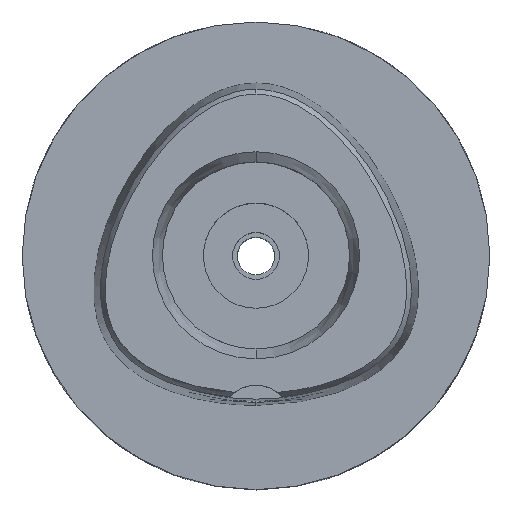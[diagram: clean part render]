
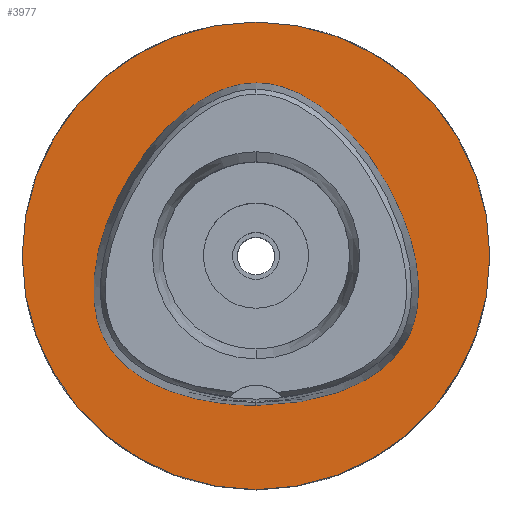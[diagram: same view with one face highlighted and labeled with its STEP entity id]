
A CAD part, top view. The second image highlights one B-rep face of the part: STEP entity #3977.
In plain terms, the highlighted planar face has unit normal (0, 0, 1).
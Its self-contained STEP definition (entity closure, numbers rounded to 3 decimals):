
#49 = CARTESIAN_POINT ( 'NONE',  ( -26.349, -13.395, 0. ) ) ;
#179 = CARTESIAN_POINT ( 'NONE',  ( 0., 0., 0. ) ) ;
#265 = AXIS2_PLACEMENT_3D ( 'NONE', #2224, #3396, #901 ) ;
#288 = AXIS2_PLACEMENT_3D ( 'NONE', #179, #3020, #2603 ) ;
#323 = CARTESIAN_POINT ( 'NONE',  ( 27.684, -8.752, 0. ) ) ;
#376 = CARTESIAN_POINT ( 'NONE',  ( 25.638, -14.802, 0. ) ) ;
#377 = AXIS2_PLACEMENT_3D ( 'NONE', #1760, #474, #1663 ) ;
#396 = CARTESIAN_POINT ( 'NONE',  ( 3.149, 29.34, 0. ) ) ;
#474 = DIRECTION ( 'NONE',  ( 0., 0., -1. ) ) ;
#651 = EDGE_CURVE ( 'NONE', #4049, #3646, #3774, .T. ) ;
#744 = CARTESIAN_POINT ( 'NONE',  ( 24.775, -16.122, 0. ) ) ;
#800 = CARTESIAN_POINT ( 'NONE',  ( -22.339, 12.897, 0. ) ) ;
#819 = CARTESIAN_POINT ( 'NONE',  ( 0., 29.575, 0. ) ) ;
#822 = CARTESIAN_POINT ( 'NONE',  ( 0., 29.575, 0. ) ) ;
#901 = DIRECTION ( 'NONE',  ( 0., -1., 0. ) ) ;
#1166 = CARTESIAN_POINT ( 'NONE',  ( -11.74, -24.136, 0. ) ) ;
#1188 = CARTESIAN_POINT ( 'NONE',  ( 6.262, 28.351, 0. ) ) ;
#1217 = CARTESIAN_POINT ( 'NONE',  ( -1.05, 29.575, 0. ) ) ;
#1238 = CARTESIAN_POINT ( 'NONE',  ( -27.684, -8.752, 0. ) ) ;
#1261 = CARTESIAN_POINT ( 'NONE',  ( -15.298, -22.965, 0. ) ) ;
#1389 = CARTESIAN_POINT ( 'NONE',  ( 0., -25.575, 0. ) ) ;
#1426 = B_SPLINE_CURVE_WITH_KNOTS ( 'NONE', 3,
 ( #822, #1217, #4024, #2857, #4828, #4368, #5127, #800, #2354, #2001, #1660, #1586, #1238, #4784, #49, #3253, #4806, #2055, #2379, #3591, #1261, #1166, #1954, #4438, #3182 ),
 .UNSPECIFIED., .F., .F.,
 ( 4, 1, 1, 1, 1, 1, 1, 1, 1, 1, 1, 1, 1, 1, 1, 1, 1, 1, 1, 1, 1, 1, 4 ),
 ( 0., 0.042, 0.083, 0.125, 0.167, 0.25, 0.333, 0.417, 0.458, 0.5, 0.542, 0.583, 0.625, 0.646, 0.667, 0.688, 0.708, 0.75, 0.792, 0.833, 0.875, 0.917, 1. ),
 .UNSPECIFIED. ) ;
#1472 = EDGE_CURVE ( 'NONE', #3037, #1984, #1426, .T. ) ;
#1563 = CARTESIAN_POINT ( 'NONE',  ( 22.339, 12.897, 0. ) ) ;
#1584 = CARTESIAN_POINT ( 'NONE',  ( 27.537, -1.766, 0. ) ) ;
#1586 = CARTESIAN_POINT ( 'NONE',  ( -27.855, -5.338, 0. ) ) ;
#1637 = ORIENTED_EDGE ( 'NONE', *, *, #1472, .F. ) ;
#1660 = CARTESIAN_POINT ( 'NONE',  ( -27.537, -1.766, 0. ) ) ;
#1663 = DIRECTION ( 'NONE',  ( 0., -1., 0. ) ) ;
#1760 = CARTESIAN_POINT ( 'NONE',  ( 0., 0., 0. ) ) ;
#1923 = CARTESIAN_POINT ( 'NONE',  ( 6.692, -25.245, 0. ) ) ;
#1954 = CARTESIAN_POINT ( 'NONE',  ( -6.692, -25.245, 0. ) ) ;
#1978 = CARTESIAN_POINT ( 'NONE',  ( 26.349, -13.395, 0. ) ) ;
#1984 = VERTEX_POINT ( 'NONE', #1389 ) ;
#2001 = CARTESIAN_POINT ( 'NONE',  ( -26.772, 1.9, 0. ) ) ;
#2055 = CARTESIAN_POINT ( 'NONE',  ( -23.433, -17.764, 0. ) ) ;
#2080 = PLANE ( 'NONE',  #377 ) ;
#2224 = CARTESIAN_POINT ( 'NONE',  ( 0., 0., 0. ) ) ;
#2352 = CARTESIAN_POINT ( 'NONE',  ( 17.753, 19.522, 0. ) ) ;
#2354 = CARTESIAN_POINT ( 'NONE',  ( -25.209, 6.827, 0. ) ) ;
#2379 = CARTESIAN_POINT ( 'NONE',  ( -21.421, -19.599, 0. ) ) ;
#2402 = CARTESIAN_POINT ( 'NONE',  ( 25.209, 6.827, 0. ) ) ;
#2423 = CARTESIAN_POINT ( 'NONE',  ( 1.05, 29.575, 0. ) ) ;
#2603 = DIRECTION ( 'NONE',  ( 0., 1., 0. ) ) ;
#2669 = B_SPLINE_CURVE_WITH_KNOTS ( 'NONE', 3,
 ( #3952, #2710, #1923, #2739, #4708, #3929, #3156, #4290, #744, #376, #1978, #3569, #323, #5145, #1584, #5123, #2402, #1563, #2352, #3995, #3206, #1188, #396, #2423, #819 ),
 .UNSPECIFIED., .F., .F.,
 ( 4, 1, 1, 1, 1, 1, 1, 1, 1, 1, 1, 1, 1, 1, 1, 1, 1, 1, 1, 1, 1, 1, 4 ),
 ( 0., 0.083, 0.125, 0.167, 0.208, 0.25, 0.292, 0.313, 0.333, 0.354, 0.375, 0.417, 0.458, 0.5, 0.542, 0.583, 0.667, 0.75, 0.833, 0.875, 0.917, 0.958, 1. ),
 .UNSPECIFIED. ) ;
#2710 = CARTESIAN_POINT ( 'NONE',  ( 2.677, -25.575, 0. ) ) ;
#2739 = CARTESIAN_POINT ( 'NONE',  ( 11.74, -24.136, 0. ) ) ;
#2857 = CARTESIAN_POINT ( 'NONE',  ( -6.262, 28.351, 0. ) ) ;
#2860 = FACE_OUTER_BOUND ( 'NONE', #4467, .T. ) ;
#3020 = DIRECTION ( 'NONE',  ( 0., 0., -1. ) ) ;
#3037 = VERTEX_POINT ( 'NONE', #3463 ) ;
#3156 = CARTESIAN_POINT ( 'NONE',  ( 21.421, -19.599, 0. ) ) ;
#3158 = EDGE_LOOP ( 'NONE', ( #1637, #4097 ) ) ;
#3182 = CARTESIAN_POINT ( 'NONE',  ( 0., -25.575, 0. ) ) ;
#3206 = CARTESIAN_POINT ( 'NONE',  ( 9.305, 26.792, 0. ) ) ;
#3253 = CARTESIAN_POINT ( 'NONE',  ( -25.638, -14.802, 0. ) ) ;
#3396 = DIRECTION ( 'NONE',  ( 0., 0., -1. ) ) ;
#3463 = CARTESIAN_POINT ( 'NONE',  ( 0., 29.575, 0. ) ) ;
#3569 = CARTESIAN_POINT ( 'NONE',  ( 27.101, -11.411, 0. ) ) ;
#3591 = CARTESIAN_POINT ( 'NONE',  ( -18.55, -21.454, 0. ) ) ;
#3646 = VERTEX_POINT ( 'NONE', #4760 ) ;
#3774 = CIRCLE ( 'NONE', #265, 40. ) ;
#3870 = ORIENTED_EDGE ( 'NONE', *, *, #651, .F. ) ;
#3891 = ORIENTED_EDGE ( 'NONE', *, *, #4156, .F. ) ;
#3929 = CARTESIAN_POINT ( 'NONE',  ( 18.55, -21.454, 0. ) ) ;
#3952 = CARTESIAN_POINT ( 'NONE',  ( 0., -25.575, 0. ) ) ;
#3977 = ADVANCED_FACE ( 'NONE', ( #2860, #4442 ), #2080, .F. ) ;
#3995 = CARTESIAN_POINT ( 'NONE',  ( 13.218, 24.044, 0. ) ) ;
#4024 = CARTESIAN_POINT ( 'NONE',  ( -3.149, 29.34, 0. ) ) ;
#4049 = VERTEX_POINT ( 'NONE', #4466 ) ;
#4097 = ORIENTED_EDGE ( 'NONE', *, *, #4385, .F. ) ;
#4156 = EDGE_CURVE ( 'NONE', #3646, #4049, #4710, .T. ) ;
#4290 = CARTESIAN_POINT ( 'NONE',  ( 23.433, -17.764, 0. ) ) ;
#4368 = CARTESIAN_POINT ( 'NONE',  ( -13.218, 24.044, 0. ) ) ;
#4385 = EDGE_CURVE ( 'NONE', #1984, #3037, #2669, .T. ) ;
#4438 = CARTESIAN_POINT ( 'NONE',  ( -2.677, -25.575, 0. ) ) ;
#4442 = FACE_BOUND ( 'NONE', #3158, .T. ) ;
#4466 = CARTESIAN_POINT ( 'NONE',  ( 0., -40., 0. ) ) ;
#4467 = EDGE_LOOP ( 'NONE', ( #3891, #3870 ) ) ;
#4708 = CARTESIAN_POINT ( 'NONE',  ( 15.298, -22.965, 0. ) ) ;
#4710 = CIRCLE ( 'NONE', #288, 40. ) ;
#4760 = CARTESIAN_POINT ( 'NONE',  ( 0., 40., 0. ) ) ;
#4784 = CARTESIAN_POINT ( 'NONE',  ( -27.101, -11.411, 0. ) ) ;
#4806 = CARTESIAN_POINT ( 'NONE',  ( -24.775, -16.122, 0. ) ) ;
#4828 = CARTESIAN_POINT ( 'NONE',  ( -9.305, 26.792, 0. ) ) ;
#5123 = CARTESIAN_POINT ( 'NONE',  ( 26.772, 1.9, 0. ) ) ;
#5127 = CARTESIAN_POINT ( 'NONE',  ( -17.753, 19.522, 0. ) ) ;
#5145 = CARTESIAN_POINT ( 'NONE',  ( 27.855, -5.338, 0. ) ) ;
